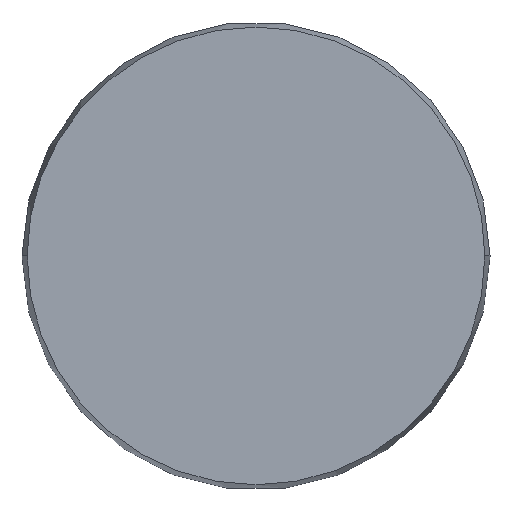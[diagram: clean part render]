
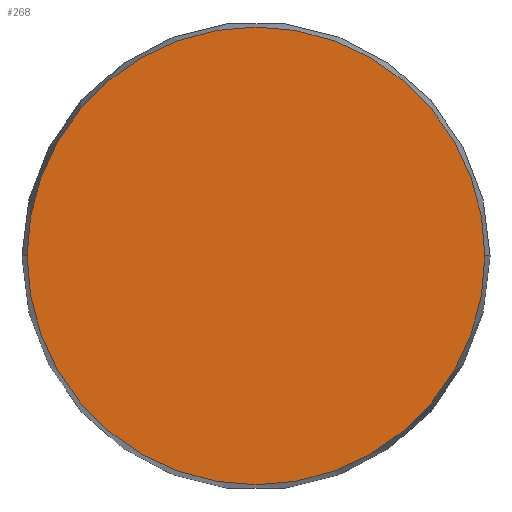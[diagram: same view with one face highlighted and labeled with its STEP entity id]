
A CAD part, top view. The second image highlights one B-rep face of the part: STEP entity #268.
In plain terms, the highlighted planar face has unit normal (0, 0, 1).
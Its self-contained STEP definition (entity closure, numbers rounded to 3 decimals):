
#12 = CARTESIAN_POINT ( 'NONE',  ( 6.828, 0., 0. ) ) ;
#17 = ORIENTED_EDGE ( 'NONE', *, *, #291, .F. ) ;
#19 = CIRCLE ( 'NONE', #122, 6.828 ) ;
#46 = CARTESIAN_POINT ( 'NONE',  ( 0., 0., 0. ) ) ;
#53 = DIRECTION ( 'NONE',  ( -1., 0., 0. ) ) ;
#58 = ORIENTED_EDGE ( 'NONE', *, *, #280, .F. ) ;
#86 = EDGE_LOOP ( 'NONE', ( #58, #17 ) ) ;
#88 = CARTESIAN_POINT ( 'NONE',  ( 0., 0., 0. ) ) ;
#91 = CIRCLE ( 'NONE', #138, 6.828 ) ;
#103 = AXIS2_PLACEMENT_3D ( 'NONE', #12, #148, #142 ) ;
#114 = DIRECTION ( 'NONE',  ( 0., 0., -1. ) ) ;
#122 = AXIS2_PLACEMENT_3D ( 'NONE', #88, #114, #53 ) ;
#131 = VERTEX_POINT ( 'NONE', #322 ) ;
#138 = AXIS2_PLACEMENT_3D ( 'NONE', #46, #424, #311 ) ;
#142 = DIRECTION ( 'NONE',  ( 1., 0., 0. ) ) ;
#148 = DIRECTION ( 'NONE',  ( 0., 0., 1. ) ) ;
#161 = PLANE ( 'NONE',  #103 ) ;
#162 = CARTESIAN_POINT ( 'NONE',  ( -6.828, 0., 0. ) ) ;
#245 = VERTEX_POINT ( 'NONE', #162 ) ;
#268 = ADVANCED_FACE ( 'NONE', ( #419 ), #161, .T. ) ;
#280 = EDGE_CURVE ( 'NONE', #245, #131, #19, .T. ) ;
#291 = EDGE_CURVE ( 'NONE', #131, #245, #91, .T. ) ;
#311 = DIRECTION ( 'NONE',  ( -1., 0., 0. ) ) ;
#322 = CARTESIAN_POINT ( 'NONE',  ( 6.828, 0., 0. ) ) ;
#419 = FACE_OUTER_BOUND ( 'NONE', #86, .T. ) ;
#424 = DIRECTION ( 'NONE',  ( 0., 0., -1. ) ) ;
